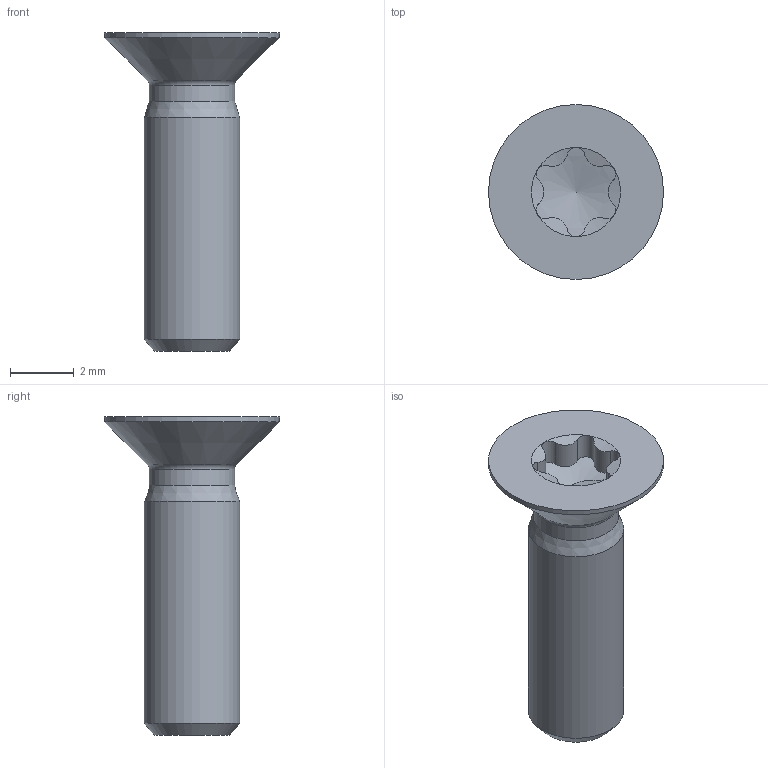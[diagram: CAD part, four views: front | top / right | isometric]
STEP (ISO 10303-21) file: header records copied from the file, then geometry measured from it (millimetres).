
FILE_DESCRIPTION (( 'STEP AP214' ), '1' );
FILE_NAME ('M3x10 ISO 14581 3D-03.STEP', '2023-04-08T20:01:22', ( '' ), ( '' ), 'SwSTEP 2.0', 'SolidWorks 2021', '' );
FILE_SCHEMA (( 'AUTOMOTIVE_DESIGN' ));
Length unit declared in the file: millimetre
Products named in the file (1): M3x10 ISO 14581 3D-03
Bounding box: 5.5 x 5.5 x 10 mm (x, y, z)
Volume: 76.4 mm3; surface area: 143.8 mm2
Topology: 1 solids, 1 shells, 28 faces, 66 edges, 40 vertices
Faces by surface type: cylinder 15, cone 10, plane 2, torus 1
Full cylindrical faces by diameter (mm): 2.675 x1, 3 x1, 5.5 x1
Entity records: 914 total; most frequent: CARTESIAN_POINT 333, ORIENTED_EDGE 112, DIRECTION 98, EDGE_CURVE 56, AXIS2_PLACEMENT_3D 43, VERTEX_POINT 38, EDGE_LOOP 36, FACE_OUTER_BOUND 32
